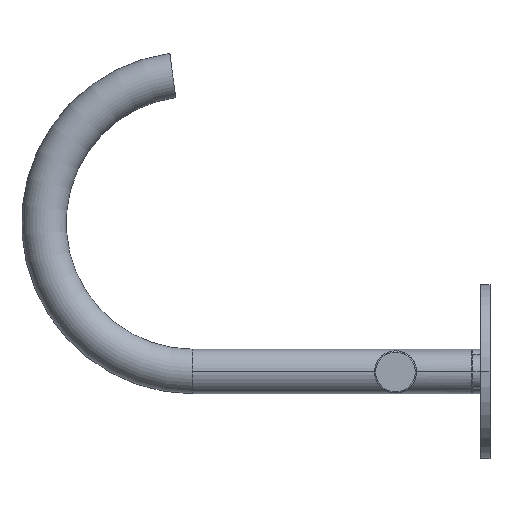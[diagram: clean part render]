
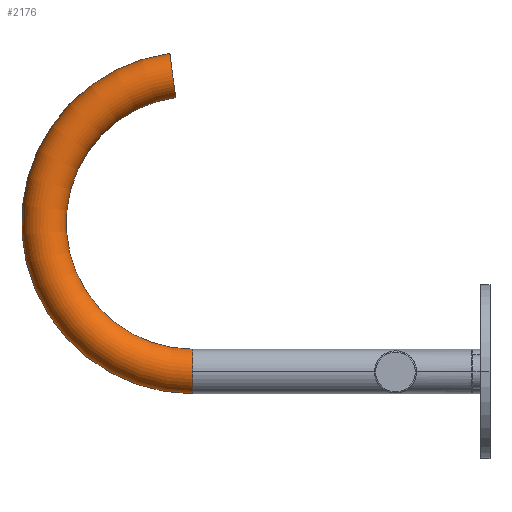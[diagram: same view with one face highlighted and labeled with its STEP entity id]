
A CAD part, left-side view. The second image highlights one B-rep face of the part: STEP entity #2176.
In plain terms, the highlighted toroidal (fillet/blend) face has major radius 60 mm and minor radius 9 mm.
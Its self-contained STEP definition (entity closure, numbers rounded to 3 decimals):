
#20 = ORIENTED_EDGE ( 'NONE', *, *, #1108, .T. ) ;
#72 = CARTESIAN_POINT ( 'NONE',  ( 60., 120., 0. ) ) ;
#177 = TOROIDAL_SURFACE ( 'NONE', #1758, 60., 9. ) ;
#247 = DIRECTION ( 'NONE',  ( -0.133, 0.991, 0. ) ) ;
#257 = CIRCLE ( 'NONE', #1835, 9. ) ;
#302 = CARTESIAN_POINT ( 'NONE',  ( 60., 120., 0. ) ) ;
#309 = AXIS2_PLACEMENT_3D ( 'NONE', #2753, #817, #1673 ) ;
#420 = EDGE_CURVE ( 'NONE', #1426, #2177, #1538, .T. ) ;
#505 = DIRECTION ( 'NONE',  ( 1., 0., 0. ) ) ;
#522 = FACE_OUTER_BOUND ( 'NONE', #1352, .T. ) ;
#555 = ORIENTED_EDGE ( 'NONE', *, *, #420, .F. ) ;
#586 = ORIENTED_EDGE ( 'NONE', *, *, #680, .T. ) ;
#599 = VERTEX_POINT ( 'NONE', #1010 ) ;
#680 = EDGE_CURVE ( 'NONE', #2692, #2063, #2265, .T. ) ;
#694 = DIRECTION ( 'NONE',  ( -1., 0., 0. ) ) ;
#817 = DIRECTION ( 'NONE',  ( 0., -1., 0. ) ) ;
#949 = DIRECTION ( 'NONE',  ( 0., 0., -1. ) ) ;
#1010 = CARTESIAN_POINT ( 'NONE',  ( 128.384, 129.2, 0. ) ) ;
#1048 = AXIS2_PLACEMENT_3D ( 'NONE', #72, #949, #1799 ) ;
#1075 = AXIS2_PLACEMENT_3D ( 'NONE', #2186, #247, #1129 ) ;
#1108 = EDGE_CURVE ( 'NONE', #2063, #599, #2299, .T. ) ;
#1129 = DIRECTION ( 'NONE',  ( -0.991, -0.133, 0. ) ) ;
#1176 = DIRECTION ( 'NONE',  ( 0., 0., -1. ) ) ;
#1195 = CARTESIAN_POINT ( 'NONE',  ( 0., 120., 9. ) ) ;
#1295 = ORIENTED_EDGE ( 'NONE', *, *, #2145, .F. ) ;
#1352 = EDGE_LOOP ( 'NONE', ( #1295, #555, #1564, #586, #20 ) ) ;
#1426 = VERTEX_POINT ( 'NONE', #1195 ) ;
#1538 = CIRCLE ( 'NONE', #309, 9. ) ;
#1564 = ORIENTED_EDGE ( 'NONE', *, *, #2492, .F. ) ;
#1568 = CARTESIAN_POINT ( 'NONE',  ( 110.545, 126.8, 0. ) ) ;
#1580 = CARTESIAN_POINT ( 'NONE',  ( 0., 120., 0. ) ) ;
#1673 = DIRECTION ( 'NONE',  ( 1., 0., 0. ) ) ;
#1758 = AXIS2_PLACEMENT_3D ( 'NONE', #302, #1176, #2025 ) ;
#1759 = CARTESIAN_POINT ( 'NONE',  ( 60., 120., 0. ) ) ;
#1799 = DIRECTION ( 'NONE',  ( -1., 0., 0. ) ) ;
#1835 = AXIS2_PLACEMENT_3D ( 'NONE', #1580, #2437, #505 ) ;
#2025 = DIRECTION ( 'NONE',  ( -1., 0., 0. ) ) ;
#2063 = VERTEX_POINT ( 'NONE', #1568 ) ;
#2132 = CARTESIAN_POINT ( 'NONE',  ( 9., 120., 0. ) ) ;
#2145 = EDGE_CURVE ( 'NONE', #2177, #599, #2250, .T. ) ;
#2176 = ADVANCED_FACE ( 'NONE', ( #522 ), #177, .T. ) ;
#2177 = VERTEX_POINT ( 'NONE', #2236 ) ;
#2186 = CARTESIAN_POINT ( 'NONE',  ( 119.464, 128., 0. ) ) ;
#2236 = CARTESIAN_POINT ( 'NONE',  ( -9., 120., 0. ) ) ;
#2250 = CIRCLE ( 'NONE', #1048, 69. ) ;
#2265 = CIRCLE ( 'NONE', #2636, 51. ) ;
#2299 = CIRCLE ( 'NONE', #1075, 9. ) ;
#2437 = DIRECTION ( 'NONE',  ( 0., -1., 0. ) ) ;
#2492 = EDGE_CURVE ( 'NONE', #2692, #1426, #257, .T. ) ;
#2624 = DIRECTION ( 'NONE',  ( 0., 0., -1. ) ) ;
#2636 = AXIS2_PLACEMENT_3D ( 'NONE', #1759, #2624, #694 ) ;
#2692 = VERTEX_POINT ( 'NONE', #2132 ) ;
#2753 = CARTESIAN_POINT ( 'NONE',  ( 0., 120., 0. ) ) ;
